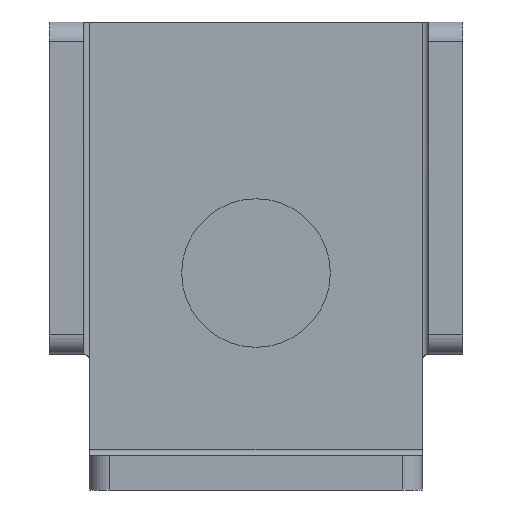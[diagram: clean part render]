
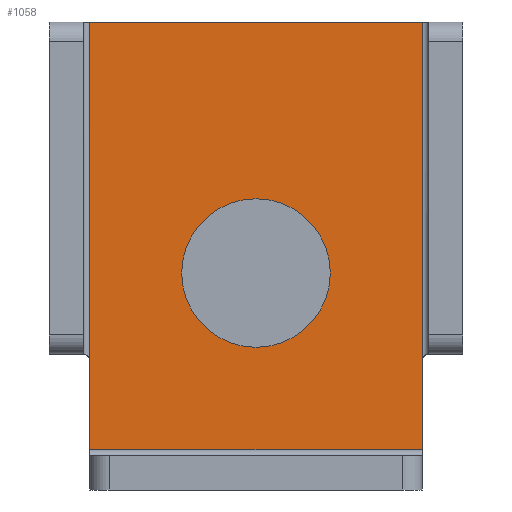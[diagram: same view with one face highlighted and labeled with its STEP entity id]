
A CAD part, front view. The second image highlights one B-rep face of the part: STEP entity #1058.
In plain terms, the highlighted planar face has unit normal (0, -1, 0).
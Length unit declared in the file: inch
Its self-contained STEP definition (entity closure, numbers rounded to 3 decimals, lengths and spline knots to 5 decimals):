
#184 = EDGE_CURVE ( 'NONE', #3389, #3515, #1245, .T. ) ;
#210 = VECTOR ( 'NONE', #4678, 39.37008 ) ;
#261 = DIRECTION ( 'NONE',  ( 0., 0., 1. ) ) ;
#293 = PLANE ( 'NONE',  #1043 ) ;
#630 = CARTESIAN_POINT ( 'NONE',  ( -0.32559, -0.6, 1.34449 ) ) ;
#654 = CARTESIAN_POINT ( 'NONE',  ( -1.67323, -0.6, -0.686 ) ) ;
#914 = EDGE_CURVE ( 'NONE', #3389, #3700, #1473, .T. ) ;
#917 = EDGE_CURVE ( 'NONE', #5113, #1549, #1936, .T. ) ;
#1043 = AXIS2_PLACEMENT_3D ( 'NONE', #1071, #1912, #2618 ) ;
#1058 = ADVANCED_FACE ( 'NONE', ( #3870, #3124 ), #293, .F. ) ;
#1071 = CARTESIAN_POINT ( 'NONE',  ( -6.01545, -0.6, 1.34449 ) ) ;
#1133 = CARTESIAN_POINT ( 'NONE',  ( -0.32559, -0.6, -1.37702 ) ) ;
#1164 = CARTESIAN_POINT ( 'NONE',  ( -0.27874, -0.6, -1.39449 ) ) ;
#1169 = CARTESIAN_POINT ( 'NONE',  ( -1.67323, -0.6, -0.686 ) ) ;
#1245 = LINE ( 'NONE', #2868, #1534 ) ;
#1307 = CARTESIAN_POINT ( 'NONE',  ( -0.32874, -0.6, -2.11535 ) ) ;
#1345 = ORIENTED_EDGE ( 'NONE', *, *, #2062, .T. ) ;
#1473 = LINE ( 'NONE', #3125, #4750 ) ;
#1534 = VECTOR ( 'NONE', #2795, 39.37008 ) ;
#1549 = VERTEX_POINT ( 'NONE', #2800 ) ;
#1568 = ORIENTED_EDGE ( 'NONE', *, *, #917, .T. ) ;
#1631 = CARTESIAN_POINT ( 'NONE',  ( -3.01772, -0.6, -1.39449 ) ) ;
#1680 = CARTESIAN_POINT ( 'NONE',  ( -0.32874, -0.6, -1.39449 ) ) ;
#1794 = AXIS2_PLACEMENT_3D ( 'NONE', #1164, #5249, #2416 ) ;
#1797 = AXIS2_PLACEMENT_3D ( 'NONE', #654, #3909, #261 ) ;
#1878 = VECTOR ( 'NONE', #3086, 39.37008 ) ;
#1879 = CARTESIAN_POINT ( 'NONE',  ( -0.32874, -0.6, 4.28908 ) ) ;
#1912 = DIRECTION ( 'NONE',  ( 0., 1., 0. ) ) ;
#1936 = LINE ( 'NONE', #4665, #5021 ) ;
#1962 = CARTESIAN_POINT ( 'NONE',  ( -3.02087, -0.6, 1.34449 ) ) ;
#2060 = CARTESIAN_POINT ( 'NONE',  ( -1.67323, -0.6, -0.08492 ) ) ;
#2062 = EDGE_CURVE ( 'NONE', #2529, #3700, #3436, .T. ) ;
#2068 = VERTEX_POINT ( 'NONE', #4212 ) ;
#2138 = EDGE_LOOP ( 'NONE', ( #2614, #4088, #4291, #1568, #4441, #5090, #2404, #1345 ) ) ;
#2282 = DIRECTION ( 'NONE',  ( 0., 0., -1. ) ) ;
#2397 = CIRCLE ( 'NONE', #1797, 0.60108 ) ;
#2404 = ORIENTED_EDGE ( 'NONE', *, *, #5128, .T. ) ;
#2416 = DIRECTION ( 'NONE',  ( 0., 0., 1. ) ) ;
#2427 = VERTEX_POINT ( 'NONE', #3458 ) ;
#2529 = VERTEX_POINT ( 'NONE', #1133 ) ;
#2614 = ORIENTED_EDGE ( 'NONE', *, *, #914, .F. ) ;
#2618 = DIRECTION ( 'NONE',  ( 0., 0., 1. ) ) ;
#2790 = DIRECTION ( 'NONE',  ( 0., -1., 0. ) ) ;
#2795 = DIRECTION ( 'NONE',  ( 0., 0., -1. ) ) ;
#2800 = CARTESIAN_POINT ( 'NONE',  ( -3.01772, -0.6, -2.11535 ) ) ;
#2831 = VERTEX_POINT ( 'NONE', #1680 ) ;
#2868 = CARTESIAN_POINT ( 'NONE',  ( -3.02087, -0.6, 1.34449 ) ) ;
#2874 = DIRECTION ( 'NONE',  ( 1., 0., 0. ) ) ;
#3058 = LINE ( 'NONE', #1879, #1878 ) ;
#3086 = DIRECTION ( 'NONE',  ( 0., 0., -1. ) ) ;
#3116 = CIRCLE ( 'NONE', #3883, 0.05 ) ;
#3124 = FACE_OUTER_BOUND ( 'NONE', #2138, .T. ) ;
#3125 = CARTESIAN_POINT ( 'NONE',  ( -6.01545, -0.6, 1.34449 ) ) ;
#3144 = EDGE_CURVE ( 'NONE', #1549, #2068, #4493, .T. ) ;
#3157 = DIRECTION ( 'NONE',  ( 0., 0., 1. ) ) ;
#3304 = EDGE_LOOP ( 'NONE', ( #4928, #4467 ) ) ;
#3389 = VERTEX_POINT ( 'NONE', #1962 ) ;
#3398 = EDGE_CURVE ( 'NONE', #4916, #2427, #4650, .T. ) ;
#3436 = LINE ( 'NONE', #630, #210 ) ;
#3458 = CARTESIAN_POINT ( 'NONE',  ( -1.67323, -0.6, -1.28708 ) ) ;
#3515 = VERTEX_POINT ( 'NONE', #5050 ) ;
#3561 = EDGE_CURVE ( 'NONE', #3515, #5113, #3116, .T. ) ;
#3616 = DIRECTION ( 'NONE',  ( 0., 0., 1. ) ) ;
#3700 = VERTEX_POINT ( 'NONE', #4225 ) ;
#3870 = FACE_BOUND ( 'NONE', #3304, .T. ) ;
#3883 = AXIS2_PLACEMENT_3D ( 'NONE', #3983, #3931, #3157 ) ;
#3909 = DIRECTION ( 'NONE',  ( 0., -1., 0. ) ) ;
#3931 = DIRECTION ( 'NONE',  ( 0., 1., 0. ) ) ;
#3971 = DIRECTION ( 'NONE',  ( 1., 0., 0. ) ) ;
#3983 = CARTESIAN_POINT ( 'NONE',  ( -3.06772, -0.6, -1.39449 ) ) ;
#4088 = ORIENTED_EDGE ( 'NONE', *, *, #184, .T. ) ;
#4212 = CARTESIAN_POINT ( 'NONE',  ( -0.32874, -0.6, -2.11535 ) ) ;
#4225 = CARTESIAN_POINT ( 'NONE',  ( -0.32559, -0.6, 1.34449 ) ) ;
#4291 = ORIENTED_EDGE ( 'NONE', *, *, #3561, .T. ) ;
#4391 = AXIS2_PLACEMENT_3D ( 'NONE', #1169, #2790, #3616 ) ;
#4424 = EDGE_CURVE ( 'NONE', #2427, #4916, #2397, .T. ) ;
#4441 = ORIENTED_EDGE ( 'NONE', *, *, #3144, .T. ) ;
#4467 = ORIENTED_EDGE ( 'NONE', *, *, #4424, .F. ) ;
#4493 = LINE ( 'NONE', #1307, #4719 ) ;
#4650 = CIRCLE ( 'NONE', #4391, 0.60108 ) ;
#4665 = CARTESIAN_POINT ( 'NONE',  ( -3.01772, -0.6, 4.28908 ) ) ;
#4678 = DIRECTION ( 'NONE',  ( 0., 0., 1. ) ) ;
#4719 = VECTOR ( 'NONE', #2874, 39.37008 ) ;
#4750 = VECTOR ( 'NONE', #3971, 39.37008 ) ;
#4759 = CIRCLE ( 'NONE', #1794, 0.05 ) ;
#4916 = VERTEX_POINT ( 'NONE', #2060 ) ;
#4928 = ORIENTED_EDGE ( 'NONE', *, *, #3398, .F. ) ;
#5021 = VECTOR ( 'NONE', #2282, 39.37008 ) ;
#5050 = CARTESIAN_POINT ( 'NONE',  ( -3.02087, -0.6, -1.37702 ) ) ;
#5074 = EDGE_CURVE ( 'NONE', #2831, #2068, #3058, .T. ) ;
#5090 = ORIENTED_EDGE ( 'NONE', *, *, #5074, .F. ) ;
#5113 = VERTEX_POINT ( 'NONE', #1631 ) ;
#5128 = EDGE_CURVE ( 'NONE', #2831, #2529, #4759, .T. ) ;
#5249 = DIRECTION ( 'NONE',  ( 0., 1., 0. ) ) ;
